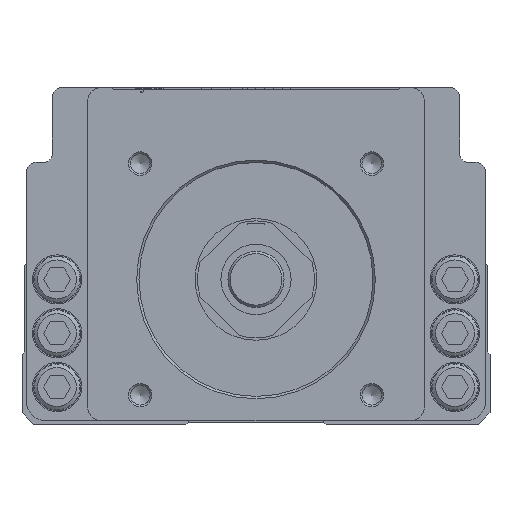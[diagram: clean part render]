
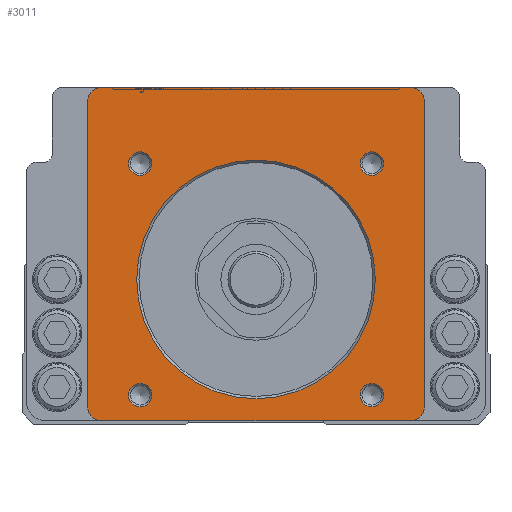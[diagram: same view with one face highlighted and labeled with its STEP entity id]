
A CAD part, front view. The second image highlights one B-rep face of the part: STEP entity #3011.
In plain terms, the highlighted face is planar.
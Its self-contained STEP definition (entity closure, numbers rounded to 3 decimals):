
#1057=FACE_BOUND('',#6890,.T.);
#1058=FACE_BOUND('',#6891,.T.);
#1059=FACE_BOUND('',#6892,.T.);
#1060=FACE_BOUND('',#6893,.T.);
#1061=FACE_BOUND('',#6894,.T.);
#1062=FACE_BOUND('',#6895,.T.);
#2044=CIRCLE('',#27524,3.);
#2046=CIRCLE('',#27528,3.);
#2057=CIRCLE('',#27547,25.5);
#2058=CIRCLE('',#27548,2.5);
#2059=CIRCLE('',#27549,2.5);
#2060=CIRCLE('',#27550,2.5);
#2061=CIRCLE('',#27551,2.5);
#2062=CIRCLE('',#27552,3.);
#2063=CIRCLE('',#27553,3.);
#3011=ADVANCED_FACE('',(#1057,#1058,#1059,#1060,#1061,#1062),#4433,.T.);
#4433=PLANE('',#27554);
#6890=EDGE_LOOP('',(#10839));
#6891=EDGE_LOOP('',(#10840));
#6892=EDGE_LOOP('',(#10841));
#6893=EDGE_LOOP('',(#10842));
#6894=EDGE_LOOP('',(#10843));
#6895=EDGE_LOOP('',(#10844,#10845,#10846,#10847,#10848,#10849,#10850,#10851));
#10839=ORIENTED_EDGE('',*,*,#19276,.T.);
#10840=ORIENTED_EDGE('',*,*,#19277,.T.);
#10841=ORIENTED_EDGE('',*,*,#19278,.T.);
#10842=ORIENTED_EDGE('',*,*,#19279,.T.);
#10843=ORIENTED_EDGE('',*,*,#19280,.T.);
#10844=ORIENTED_EDGE('',*,*,#19210,.T.);
#10845=ORIENTED_EDGE('',*,*,#19281,.T.);
#10846=ORIENTED_EDGE('',*,*,#19236,.T.);
#10847=ORIENTED_EDGE('',*,*,#19244,.T.);
#10848=ORIENTED_EDGE('',*,*,#19178,.T.);
#10849=ORIENTED_EDGE('',*,*,#19246,.T.);
#10850=ORIENTED_EDGE('',*,*,#19231,.T.);
#10851=ORIENTED_EDGE('',*,*,#19282,.T.);
#16329=VERTEX_POINT('',#39309);
#16330=VERTEX_POINT('',#39311);
#16353=VERTEX_POINT('',#39436);
#16354=VERTEX_POINT('',#39438);
#16372=VERTEX_POINT('',#39479);
#16373=VERTEX_POINT('',#39481);
#16376=VERTEX_POINT('',#39490);
#16377=VERTEX_POINT('',#39491);
#16394=VERTEX_POINT('',#39559);
#16395=VERTEX_POINT('',#39561);
#16396=VERTEX_POINT('',#39563);
#16397=VERTEX_POINT('',#39565);
#16398=VERTEX_POINT('',#39567);
#19178=EDGE_CURVE('',#16330,#16329,#22401,.T.);
#19210=EDGE_CURVE('',#16354,#16353,#22415,.T.);
#19231=EDGE_CURVE('',#16373,#16372,#22431,.T.);
#19236=EDGE_CURVE('',#16376,#16377,#22435,.T.);
#19244=EDGE_CURVE('',#16377,#16330,#2044,.T.);
#19246=EDGE_CURVE('',#16329,#16373,#2046,.T.);
#19276=EDGE_CURVE('',#16394,#16394,#2057,.T.);
#19277=EDGE_CURVE('',#16395,#16395,#2058,.T.);
#19278=EDGE_CURVE('',#16396,#16396,#2059,.T.);
#19279=EDGE_CURVE('',#16397,#16397,#2060,.T.);
#19280=EDGE_CURVE('',#16398,#16398,#2061,.T.);
#19281=EDGE_CURVE('',#16353,#16376,#2062,.T.);
#19282=EDGE_CURVE('',#16372,#16354,#2063,.T.);
#22401=LINE('',#39310,#25030);
#22415=LINE('',#39437,#25044);
#22431=LINE('',#39480,#25060);
#22435=LINE('',#39489,#25064);
#25030=VECTOR('',#31578,1.);
#25044=VECTOR('',#31626,1.);
#25060=VECTOR('',#31658,1.);
#25064=VECTOR('',#31666,1.);
#27524=AXIS2_PLACEMENT_3D('',#39502,#31679,#31680);
#27528=AXIS2_PLACEMENT_3D('',#39506,#31687,#31688);
#27547=AXIS2_PLACEMENT_3D('',#39558,#31744,#31745);
#27548=AXIS2_PLACEMENT_3D('',#39560,#31746,#31747);
#27549=AXIS2_PLACEMENT_3D('',#39562,#31748,#31749);
#27550=AXIS2_PLACEMENT_3D('',#39564,#31750,#31751);
#27551=AXIS2_PLACEMENT_3D('',#39566,#31752,#31753);
#27552=AXIS2_PLACEMENT_3D('',#39568,#31754,#31755);
#27553=AXIS2_PLACEMENT_3D('',#39569,#31756,#31757);
#27554=AXIS2_PLACEMENT_3D('',#39570,#31758,#31759);
#31578=DIRECTION('',(-1.,0.,0.));
#31626=DIRECTION('',(1.,0.,0.));
#31658=DIRECTION('',(0.,0.,-1.));
#31666=DIRECTION('',(0.,0.,1.));
#31679=DIRECTION('',(0.,-1.,0.));
#31680=DIRECTION('',(0.,0.,-1.));
#31687=DIRECTION('',(0.,-1.,0.));
#31688=DIRECTION('',(0.,0.,-1.));
#31744=DIRECTION('',(0.,1.,0.));
#31745=DIRECTION('',(0.,0.,-1.));
#31746=DIRECTION('',(0.,1.,0.));
#31747=DIRECTION('',(0.,0.,-1.));
#31748=DIRECTION('',(0.,1.,0.));
#31749=DIRECTION('',(0.,0.,-1.));
#31750=DIRECTION('',(0.,1.,0.));
#31751=DIRECTION('',(0.,0.,-1.));
#31752=DIRECTION('',(0.,1.,0.));
#31753=DIRECTION('',(0.,0.,-1.));
#31754=DIRECTION('',(0.,-1.,0.));
#31755=DIRECTION('',(0.,0.,-1.));
#31756=DIRECTION('',(0.,-1.,0.));
#31757=DIRECTION('',(0.,0.,-1.));
#31758=DIRECTION('',(0.,-1.,0.));
#31759=DIRECTION('',(0.,0.,1.));
#39309=CARTESIAN_POINT('',(-33.,-299.9,17.));
#39310=CARTESIAN_POINT('',(33.,-299.9,17.));
#39311=CARTESIAN_POINT('',(33.,-299.9,17.));
#39436=CARTESIAN_POINT('',(33.,-299.9,-54.2));
#39437=CARTESIAN_POINT('',(-49.,-299.9,-54.2));
#39438=CARTESIAN_POINT('',(-33.,-299.9,-54.2));
#39479=CARTESIAN_POINT('',(-36.,-299.9,-51.2));
#39480=CARTESIAN_POINT('',(-36.,-299.9,12.));
#39481=CARTESIAN_POINT('',(-36.,-299.9,14.));
#39489=CARTESIAN_POINT('',(36.,-299.9,-54.5));
#39490=CARTESIAN_POINT('',(36.,-299.9,-51.2));
#39491=CARTESIAN_POINT('',(36.,-299.9,14.));
#39502=CARTESIAN_POINT('',(33.,-299.9,14.));
#39506=CARTESIAN_POINT('',(-33.,-299.9,14.));
#39558=CARTESIAN_POINT('',(0.,-299.9,-24.));
#39559=CARTESIAN_POINT('',(0.,-299.9,-49.5));
#39560=CARTESIAN_POINT('',(-24.749,-299.9,-48.749));
#39561=CARTESIAN_POINT('',(-24.749,-299.9,-51.249));
#39562=CARTESIAN_POINT('',(-24.749,-299.9,0.749));
#39563=CARTESIAN_POINT('',(-24.749,-299.9,-1.751));
#39564=CARTESIAN_POINT('',(24.749,-299.9,0.749));
#39565=CARTESIAN_POINT('',(24.749,-299.9,-1.751));
#39566=CARTESIAN_POINT('',(24.749,-299.9,-48.749));
#39567=CARTESIAN_POINT('',(24.749,-299.9,-51.249));
#39568=CARTESIAN_POINT('',(33.,-299.9,-51.2));
#39569=CARTESIAN_POINT('',(-33.,-299.9,-51.2));
#39570=CARTESIAN_POINT('',(-33.,-299.9,12.));
